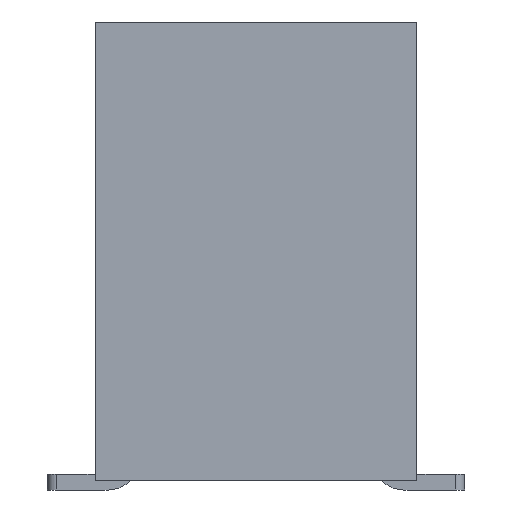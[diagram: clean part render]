
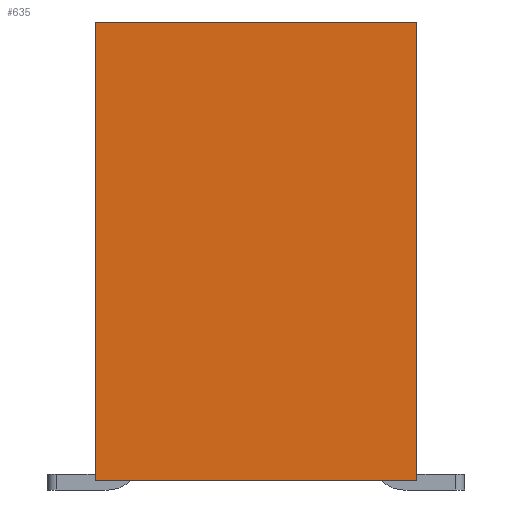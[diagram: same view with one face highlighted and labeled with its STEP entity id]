
A CAD part, left-side view. The second image highlights one B-rep face of the part: STEP entity #635.
In plain terms, the highlighted planar face has unit normal (-1, 0, 0).
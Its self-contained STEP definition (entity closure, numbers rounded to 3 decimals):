
#635=ADVANCED_FACE('',(#3095),#1889,.T.);
#1889=PLANE('',#24296);
#3095=FACE_OUTER_BOUND('',#4443,.T.);
#4443=EDGE_LOOP('',(#6526,#6527,#6528,#6529));
#6526=ORIENTED_EDGE('',*,*,#15472,.T.);
#6527=ORIENTED_EDGE('',*,*,#15433,.T.);
#6528=ORIENTED_EDGE('',*,*,#15558,.F.);
#6529=ORIENTED_EDGE('',*,*,#15559,.T.);
#13215=VERTEX_POINT('',#33553);
#13217=VERTEX_POINT('',#33557);
#13250=VERTEX_POINT('',#33631);
#13318=VERTEX_POINT('',#33786);
#15433=EDGE_CURVE('',#13215,#13217,#18853,.T.);
#15472=EDGE_CURVE('',#13250,#13215,#18892,.T.);
#15558=EDGE_CURVE('',#13318,#13217,#18978,.T.);
#15559=EDGE_CURVE('',#13318,#13250,#18979,.T.);
#18853=LINE('',#33558,#21889);
#18892=LINE('',#33630,#21928);
#18978=LINE('',#33785,#22014);
#18979=LINE('',#33787,#22015);
#21889=VECTOR('',#26612,1.);
#21928=VECTOR('',#26653,1.);
#22014=VECTOR('',#26741,1.);
#22015=VECTOR('',#26742,1.);
#24296=AXIS2_PLACEMENT_3D('',#33788,#26743,#26744);
#26612=DIRECTION('',(0.,1.,0.));
#26653=DIRECTION('',(0.,0.,1.));
#26741=DIRECTION('',(0.,0.,1.));
#26742=DIRECTION('',(0.,-1.,0.));
#26743=DIRECTION('',(-1.,0.,0.));
#26744=DIRECTION('',(0.,0.,1.));
#33553=CARTESIAN_POINT('',(0.,0.,6.8));
#33557=CARTESIAN_POINT('',(0.,5.08,6.8));
#33558=CARTESIAN_POINT('',(0.,2.54,6.8));
#33630=CARTESIAN_POINT('',(0.,0.,0.));
#33631=CARTESIAN_POINT('',(0.,0.,-0.45));
#33785=CARTESIAN_POINT('',(0.,5.08,0.));
#33786=CARTESIAN_POINT('',(0.,5.08,-0.45));
#33787=CARTESIAN_POINT('',(0.,5.08,-0.45));
#33788=CARTESIAN_POINT('',(0.,2.54,0.));
